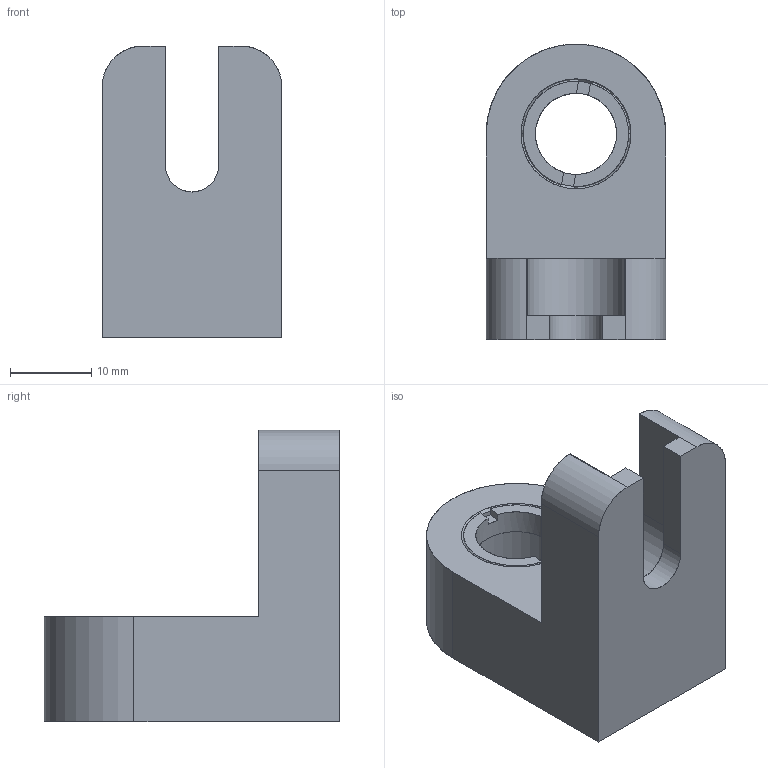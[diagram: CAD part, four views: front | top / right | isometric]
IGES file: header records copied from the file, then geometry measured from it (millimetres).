
Start section: SolidWorks IGES file using analytic representation for surfaces
Global section: file name: Web Model 36416_36416.igs; native system: SolidWorks 2016; preprocessor: SolidWorks 2016; author: mabramson; date: 171030.143705; units: millimetre
Bounding box: 22.15 x 36.48 x 36 mm (x, y, z)
Surface area: 5109.5 mm2 (no closed solid volume)
Topology: 0 solids, 0 shells, 54 faces, 697 edges, 697 vertices
Faces by surface type: bspline 28, revolution 26
